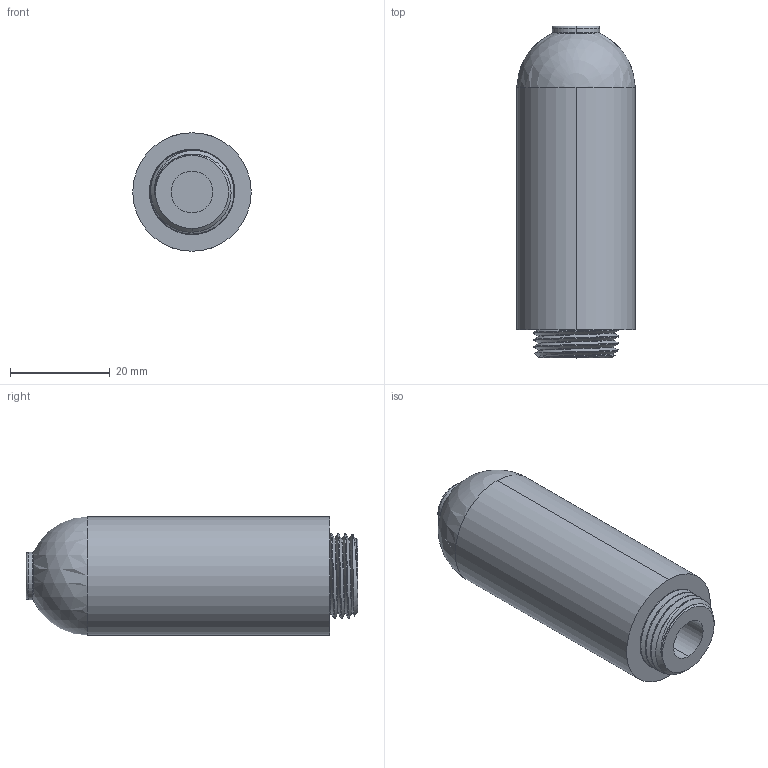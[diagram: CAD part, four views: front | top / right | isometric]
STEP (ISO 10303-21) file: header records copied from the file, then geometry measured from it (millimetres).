
FILE_DESCRIPTION((''),'2;1');
FILE_NAME('ILCP5030301','2024-02-26T12:12:51',('BCoats'),(''),'CREO PARAMETRIC BY PTC INC, 2021164','CREO PARAMETRIC BY PTC INC, 2021164','');
FILE_SCHEMA(('AUTOMOTIVE_DESIGN { 1 0 10303 214 1 1 1 1 }'));
Length unit declared in the file: inch
Products named in the file (1): ILCP5030301
Bounding box: 23.81 x 66.67 x 23.81 mm (x, y, z)
Volume: 6992.4 mm3; surface area: 9717 mm2
Topology: 1 solids, 1 shells, 43 faces, 100 edges, 62 vertices
Faces by surface type: cone 11, cylinder 11, plane 9, torus 6, sphere 3, bspline 2, extrusion 1
Entity records: 3161 total; most frequent: CARTESIAN_POINT 2084, DIRECTION 213, ORIENTED_EDGE 192, EDGE_CURVE 96, AXIS2_PLACEMENT_3D 91, VERTEX_POINT 62, EDGE_LOOP 50, FACE_OUTER_BOUND 43
